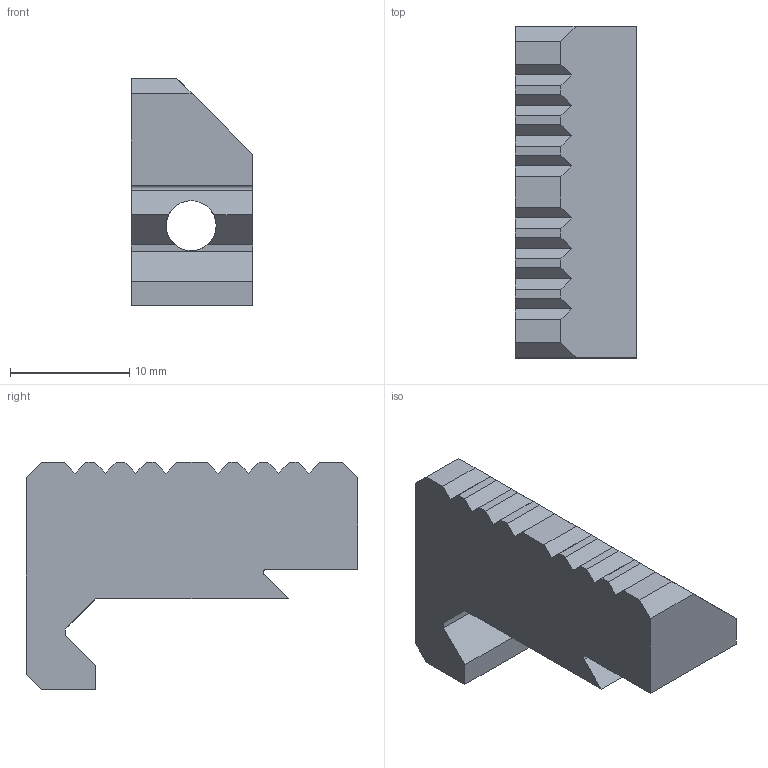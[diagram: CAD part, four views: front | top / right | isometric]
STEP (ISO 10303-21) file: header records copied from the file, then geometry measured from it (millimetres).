
FILE_DESCRIPTION(/* description */ (''),/* implementation_level */ '2;1');
FILE_NAME(/* name */ 'Thumbs v16.step',/* time_stamp */ '2021-03-08T08:21:57-06:00',/* author */ (''),/* organization */ (''),/* preprocessor_version */ 'ST-DEVELOPER v18.1',/* originating_system */ 'Autodesk Translation Framework v9.10.0.1330',/* authorisation */ '');
FILE_SCHEMA (('AUTOMOTIVE_DESIGN { 1 0 10303 214 3 1 1 }'));
Length unit declared in the file: inch
Products named in the file (1): Thumbs
Bounding box: 10.16 x 27.81 x 19.03 mm (x, y, z)
Volume: 2661.1 mm3; surface area: 1588.1 mm2
Topology: 1 solids, 1 shells, 47 faces, 135 edges, 90 vertices
Faces by surface type: plane 44, cylinder 3
Full cylindrical faces by diameter (mm): 4.191 x1, 6.858 x1
Entity records: 1554 total; most frequent: CARTESIAN_POINT 273, ORIENTED_EDGE 270, DIRECTION 241, EDGE_CURVE 135, LINE 125, VECTOR 125, VERTEX_POINT 90, AXIS2_PLACEMENT_3D 58
